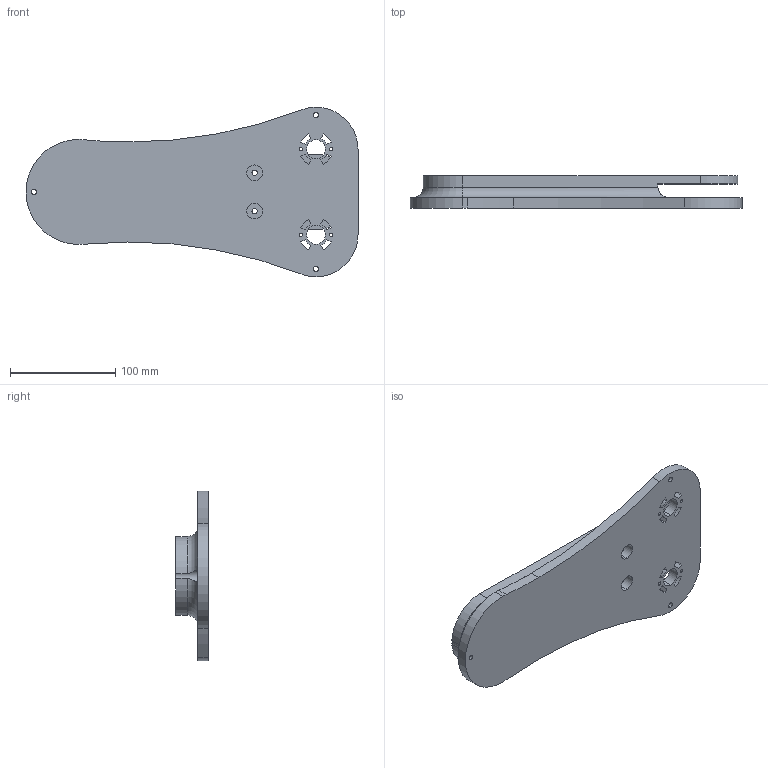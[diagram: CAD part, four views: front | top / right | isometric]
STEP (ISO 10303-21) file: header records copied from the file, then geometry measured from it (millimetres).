
FILE_DESCRIPTION (( 'STEP AP214' ), '1' );
FILE_NAME ('Kon_Güç.STEP', '2025-03-03T11:30:03', ( '' ), ( '' ), 'SwSTEP 2.0', 'SolidWorks 2024', '' );
FILE_SCHEMA (( 'AUTOMOTIVE_DESIGN' ));
Length unit declared in the file: millimetre
Products named in the file (1): Kon_Güç
Bounding box: 316.06 x 30.87 x 161.4 mm (x, y, z)
Volume: 540434.1 mm3; surface area: 133885.3 mm2
Topology: 1 solids, 1 shells, 103 faces, 286 edges, 189 vertices
Faces by surface type: cylinder 70, plane 30, torus 3
Entity records: 3527 total; most frequent: CARTESIAN_POINT 651, DIRECTION 626, ORIENTED_EDGE 572, EDGE_CURVE 286, AXIS2_PLACEMENT_3D 242, VERTEX_POINT 189, EDGE_LOOP 151, VECTOR 142
